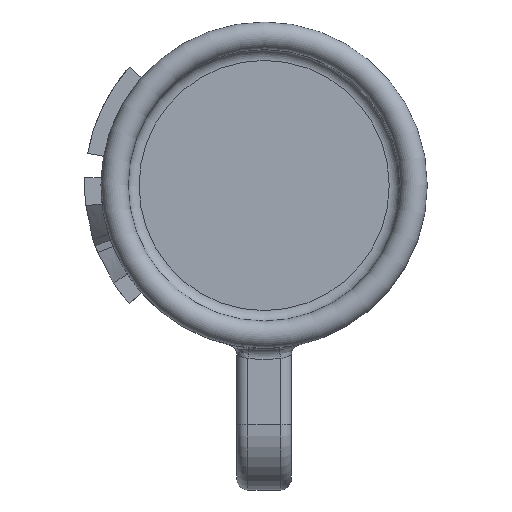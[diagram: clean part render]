
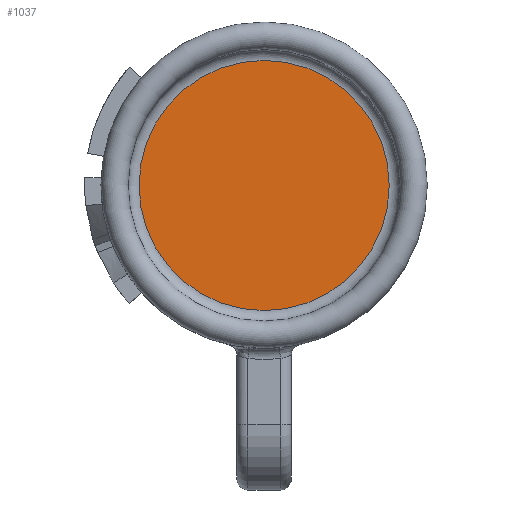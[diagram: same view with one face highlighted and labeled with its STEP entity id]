
A CAD part, top view. The second image highlights one B-rep face of the part: STEP entity #1037.
In plain terms, the highlighted planar face has unit normal (0, 0, 1).
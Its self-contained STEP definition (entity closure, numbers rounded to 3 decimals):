
#59=PLANE('',#1135);
#95=FACE_OUTER_BOUND('',#157,.T.);
#157=EDGE_LOOP('',(#815));
#216=CIRCLE('',#1128,11.5);
#471=VERTEX_POINT('',#1818);
#596=EDGE_CURVE('',#471,#471,#216,.T.);
#815=ORIENTED_EDGE('',*,*,#596,.F.);
#1037=ADVANCED_FACE('',(#95),#59,.F.);
#1128=AXIS2_PLACEMENT_3D('',#1819,#1340,#1341);
#1135=AXIS2_PLACEMENT_3D('',#1831,#1355,#1356);
#1340=DIRECTION('center_axis',(0.,0.,-1.));
#1341=DIRECTION('ref_axis',(-1.,0.,0.));
#1355=DIRECTION('center_axis',(0.,0.,-1.));
#1356=DIRECTION('ref_axis',(1.,0.,0.));
#1818=CARTESIAN_POINT('',(11.5,0.,5.));
#1819=CARTESIAN_POINT('Origin',(0.,0.,5.));
#1831=CARTESIAN_POINT('Origin',(0.,0.,5.));
